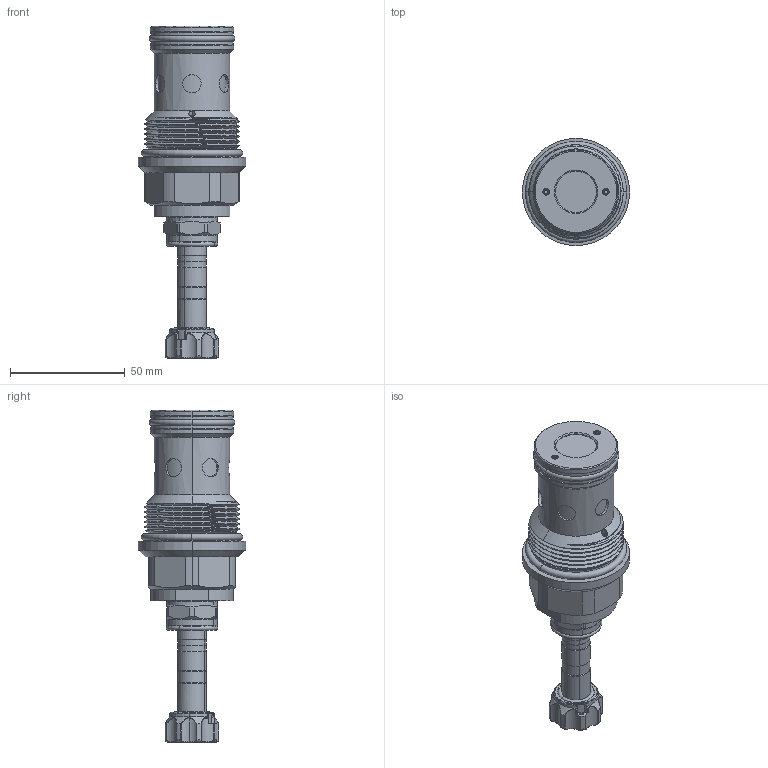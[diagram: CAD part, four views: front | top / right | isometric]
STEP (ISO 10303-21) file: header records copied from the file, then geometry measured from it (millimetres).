
FILE_DESCRIPTION (( 'STEP AP203' ), '1' );
FILE_NAME ('EP20W2A32N95.STEP', '2024-04-03T01:38:47', ( '' ), ( '' ), 'SwSTEP 2.0', 'SolidWorks 2018', '' );
FILE_SCHEMA (( 'CONFIG_CONTROL_DESIGN' ));
Length unit declared in the file: millimetre
Products named in the file (1): EP20W2A32N95
Bounding box: 46.8 x 46.8 x 144.95 mm (x, y, z)
Volume: 105605 mm3; surface area: 19844.2 mm2
Topology: 1 solids, 1 shells, 380 faces, 933 edges, 576 vertices
Faces by surface type: cylinder 167, plane 72, cone 63, bspline 41, torus 37
Entity records: 16908 total; most frequent: CARTESIAN_POINT 8242, ORIENTED_EDGE 1862, DIRECTION 1760, EDGE_CURVE 931, AXIS2_PLACEMENT_3D 732, VERTEX_POINT 576, EDGE_LOOP 405, CIRCLE 392
